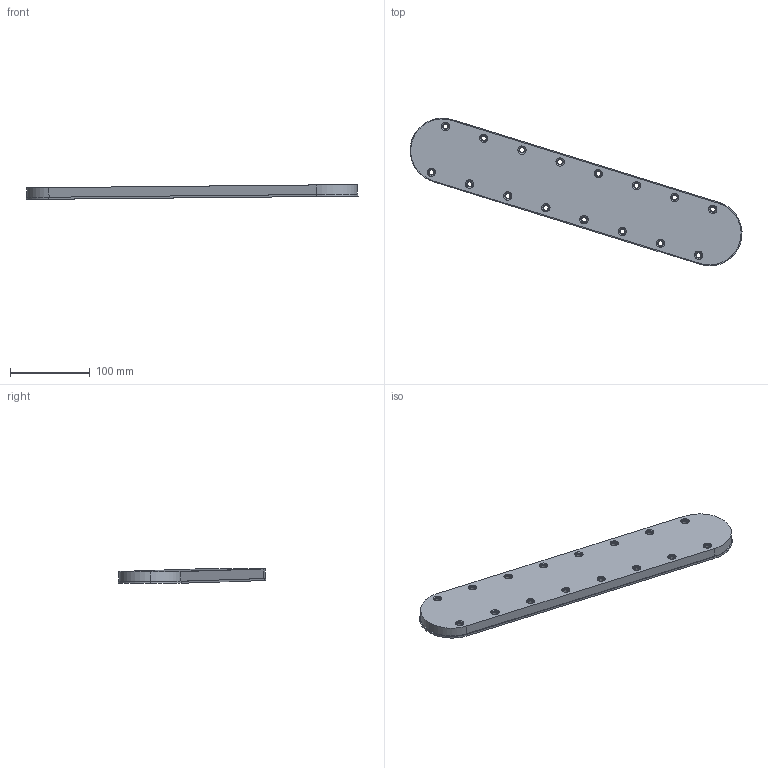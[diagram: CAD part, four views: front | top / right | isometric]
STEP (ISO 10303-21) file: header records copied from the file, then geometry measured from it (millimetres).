
FILE_DESCRIPTION (( 'STEP AP214' ), '1' );
FILE_NAME ('joint_2_cap.STEP', '2024-07-02T05:42:33', ( '' ), ( '' ), 'SwSTEP 2.0', 'SolidWorks 2022', '' );
FILE_SCHEMA (( 'AUTOMOTIVE_DESIGN' ));
Length unit declared in the file: millimetre
Products named in the file (1): joint_2_cap
Bounding box: 415.22 x 184.64 x 18.75 mm (x, y, z)
Volume: 468156.9 mm3; surface area: 84353 mm2
Topology: 1 solids, 1 shells, 125 faces, 286 edges, 180 vertices
Faces by surface type: cylinder 70, torus 32, plane 23
Entity records: 3706 total; most frequent: DIRECTION 742, CARTESIAN_POINT 592, ORIENTED_EDGE 572, AXIS2_PLACEMENT_3D 330, EDGE_CURVE 286, CIRCLE 204, VERTEX_POINT 180, EDGE_LOOP 174
